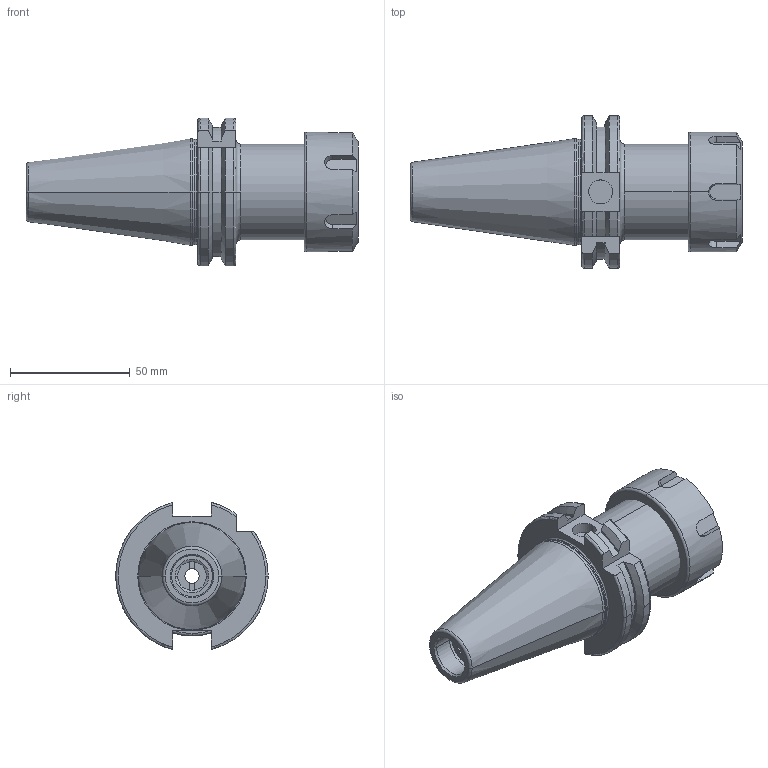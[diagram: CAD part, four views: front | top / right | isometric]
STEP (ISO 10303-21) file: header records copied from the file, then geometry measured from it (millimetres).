
FILE_DESCRIPTION (( 'STEP AP203' ), '1' );
FILE_NAME ('91406-ER132070.STEP', '2016-02-29T06:08:56', ( '' ), ( '' ), 'SwSTEP 2.0', 'SolidWorks 2009', '' );
FILE_SCHEMA (( 'CONFIG_CONTROL_DESIGN' ));
Length unit declared in the file: millimetre
Products named in the file (4): FTSCWM22X150; SK40 CCH ER32 070 WW; FTNUTER32; 91406-ER132070
Assembly tree (3 placements, depth 2):
  91406-ER132070
    FTNUTER32
    FTSCWM22X150
    SK40 CCH ER32 070 WW
Bounding box: 138.4 x 63.55 x 61.48 mm (x, y, z)
Volume: 144458.8 mm3; surface area: 40547.6 mm2
Topology: 3 solids, 3 shells, 177 faces, 451 edges, 289 vertices
Faces by surface type: plane 67, cylinder 46, cone 44, torus 20
Entity records: 6132 total; most frequent: CARTESIAN_POINT 1373, DIRECTION 952, ORIENTED_EDGE 902, EDGE_CURVE 451, AXIS2_PLACEMENT_3D 382, VERTEX_POINT 289, CIRCLE 199, EDGE_LOOP 192
